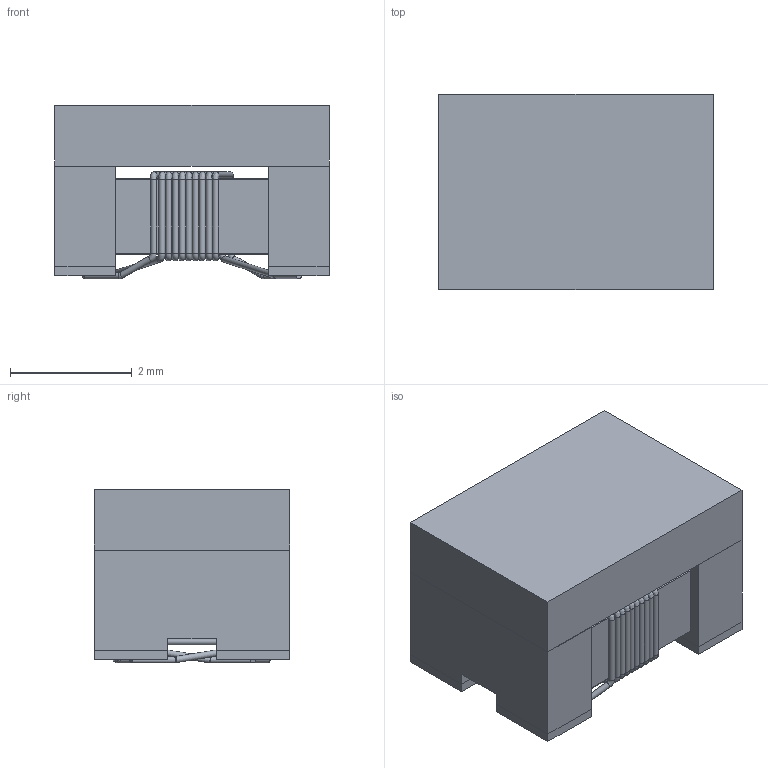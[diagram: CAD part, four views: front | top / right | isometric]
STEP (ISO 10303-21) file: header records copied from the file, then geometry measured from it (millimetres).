
FILE_DESCRIPTION(('FreeCAD Model'),'2;1');
FILE_NAME('Assem1_cp.step','2018-04-16T14:43:04',( 'kicad StepUp'),('ksu MCAD'),'Open CASCADE STEP processor 7.2', 'FreeCAD','Unknown');
FILE_SCHEMA(('AUTOMOTIVE_DESIGN_CC2 { 1 2 10303 214 -1 1 5 4 }'));
Length unit declared in the file: millimetre
Products named in the file (1): Assem1_cp
Bounding box: 4.5 x 3.2 x 2.85 mm (x, y, z)
Volume: 34.8 mm3; surface area: 137.5 mm2
Topology: 8 solids, 8 shells, 150 faces, 314 edges, 180 vertices
Faces by surface type: plane 56, cylinder 50, torus 24, bspline 20
Full cylindrical faces by diameter (mm): 0.1 x46
Entity records: 8170 total; most frequent: CARTESIAN_POINT 4131, ORIENTED_EDGE 628, DIRECTION 586, EDGE_CURVE 314, AXIS2_PLACEMENT_3D 231, VERTEX_POINT 180, ADVANCED_FACE 150, FACE_BOUND 150
